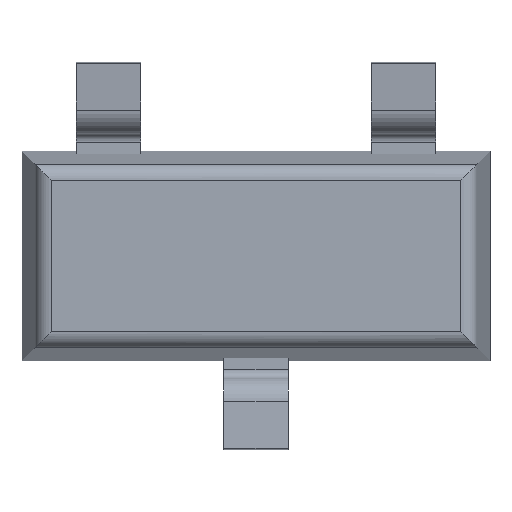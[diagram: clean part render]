
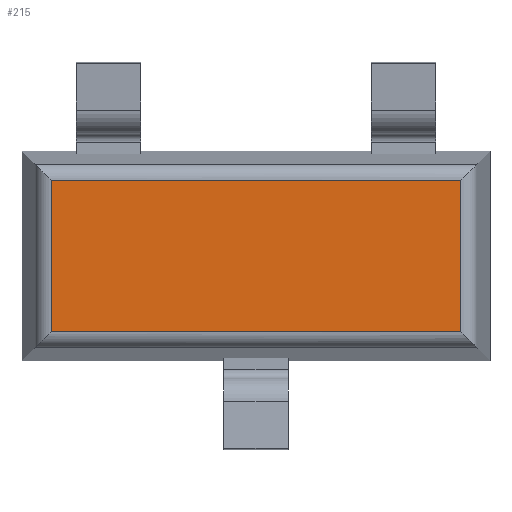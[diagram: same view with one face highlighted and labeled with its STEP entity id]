
A CAD part, front view. The second image highlights one B-rep face of the part: STEP entity #215.
In plain terms, the highlighted planar face has unit normal (0, -1, 0).
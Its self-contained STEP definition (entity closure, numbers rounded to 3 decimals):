
#44 = DIRECTION ( 'NONE',  ( 0., 0., 1. ) ) ;
#84 = DIRECTION ( 'NONE',  ( 0., 0., 1. ) ) ;
#186 = LINE ( 'NONE', #285, #373 ) ;
#215 = ADVANCED_FACE ( 'NONE', ( #1416 ), #1924, .F. ) ;
#280 = VECTOR ( 'NONE', #1682, 1000. ) ;
#282 = VERTEX_POINT ( 'NONE', #1175 ) ;
#285 = CARTESIAN_POINT ( 'NONE',  ( 1.353, -0.55, -0.469 ) ) ;
#300 = CARTESIAN_POINT ( 'NONE',  ( -1.269, -0.55, -0.553 ) ) ;
#308 = DIRECTION ( 'NONE',  ( -1., 0., 0. ) ) ;
#324 = CARTESIAN_POINT ( 'NONE',  ( -1.353, -0.55, 0.469 ) ) ;
#373 = VECTOR ( 'NONE', #976, 1000. ) ;
#377 = ORIENTED_EDGE ( 'NONE', *, *, #683, .T. ) ;
#429 = VERTEX_POINT ( 'NONE', #2080 ) ;
#548 = VECTOR ( 'NONE', #84, 1000. ) ;
#633 = CARTESIAN_POINT ( 'NONE',  ( -1.269, -0.55, 0.469 ) ) ;
#683 = EDGE_CURVE ( 'NONE', #942, #1182, #2103, .T. ) ;
#719 = CARTESIAN_POINT ( 'NONE',  ( 0., -0.55, 0. ) ) ;
#760 = VECTOR ( 'NONE', #308, 1000. ) ;
#876 = LINE ( 'NONE', #324, #760 ) ;
#942 = VERTEX_POINT ( 'NONE', #633 ) ;
#976 = DIRECTION ( 'NONE',  ( 1., 0., 0. ) ) ;
#1045 = EDGE_CURVE ( 'NONE', #429, #942, #876, .T. ) ;
#1073 = DIRECTION ( 'NONE',  ( 0., 1., 0. ) ) ;
#1104 = CARTESIAN_POINT ( 'NONE',  ( 1.269, -0.55, 0.553 ) ) ;
#1175 = CARTESIAN_POINT ( 'NONE',  ( 1.269, -0.55, -0.469 ) ) ;
#1182 = VERTEX_POINT ( 'NONE', #1455 ) ;
#1235 = ORIENTED_EDGE ( 'NONE', *, *, #1978, .T. ) ;
#1416 = FACE_OUTER_BOUND ( 'NONE', #1625, .T. ) ;
#1455 = CARTESIAN_POINT ( 'NONE',  ( -1.269, -0.55, -0.469 ) ) ;
#1488 = ORIENTED_EDGE ( 'NONE', *, *, #1045, .T. ) ;
#1625 = EDGE_LOOP ( 'NONE', ( #1235, #1488, #377, #1824 ) ) ;
#1682 = DIRECTION ( 'NONE',  ( 0., 0., -1. ) ) ;
#1774 = EDGE_CURVE ( 'NONE', #1182, #282, #186, .T. ) ;
#1824 = ORIENTED_EDGE ( 'NONE', *, *, #1774, .T. ) ;
#1871 = AXIS2_PLACEMENT_3D ( 'NONE', #719, #1073, #44 ) ;
#1924 = PLANE ( 'NONE',  #1871 ) ;
#1978 = EDGE_CURVE ( 'NONE', #282, #429, #2102, .T. ) ;
#2080 = CARTESIAN_POINT ( 'NONE',  ( 1.269, -0.55, 0.469 ) ) ;
#2102 = LINE ( 'NONE', #1104, #548 ) ;
#2103 = LINE ( 'NONE', #300, #280 ) ;
